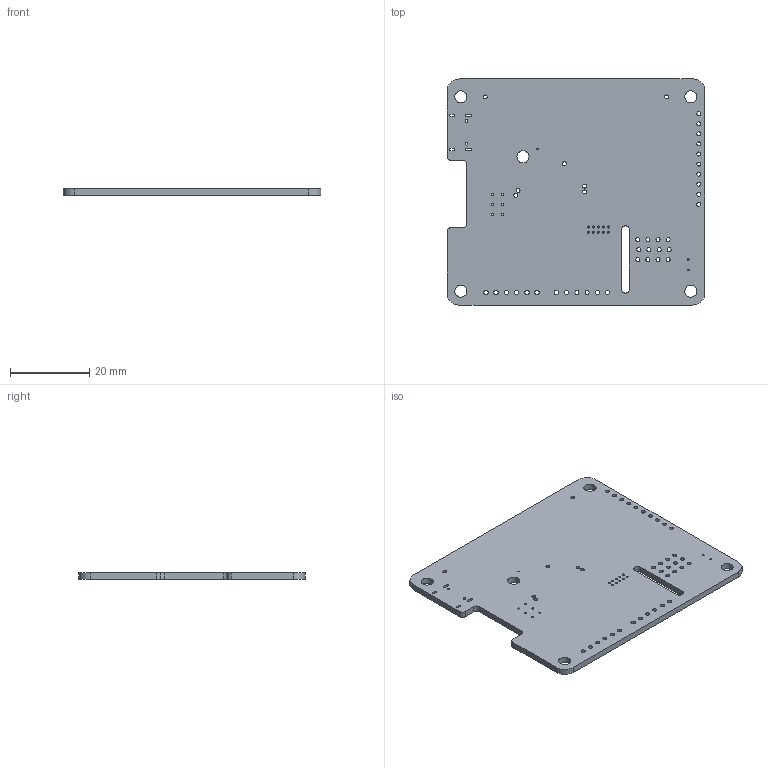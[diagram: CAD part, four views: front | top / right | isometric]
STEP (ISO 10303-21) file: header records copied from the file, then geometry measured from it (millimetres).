
FILE_DESCRIPTION(('KiCad electronic assembly'),'2;1');
FILE_NAME('kicadBoard.step','2022-11-07T15:30:08',('Pcbnew'),('Kicad'), 'Open CASCADE STEP processor 7.6','KiCad to STEP converter','Unknown' );
FILE_SCHEMA(('AUTOMOTIVE_DESIGN { 1 0 10303 214 1 1 1 1 }'));
Length unit declared in the file: millimetre
Products named in the file (2): kicadBoard 1; _autosave-kicadBoard PCB
Assembly tree (1 placements, depth 2):
  kicadBoard 1
    _autosave-kicadBoard PCB
Bounding box: 65.05 x 57.03 x 1.6 mm (x, y, z)
Volume: 5606.1 mm3; surface area: 7826.8 mm2
Topology: 1 solids, 1 shells, 107 faces, 315 edges, 210 vertices
Faces by surface type: cylinder 87, plane 20
Full cylindrical faces by diameter (mm): 0.381 x3, 0.508 x16, 0.65 x2, 1 x7, 1.016 x26, 1.118 x8, 3.048 x5
Entity records: 8615 total; most frequent: CARTESIAN_POINT 2308, DIRECTION 1163, ORIENTED_EDGE 630, PCURVE 630, DEFINITIONAL_REPRESENTATION 630, LINE 597, VECTOR 597, EDGE_CURVE 315
